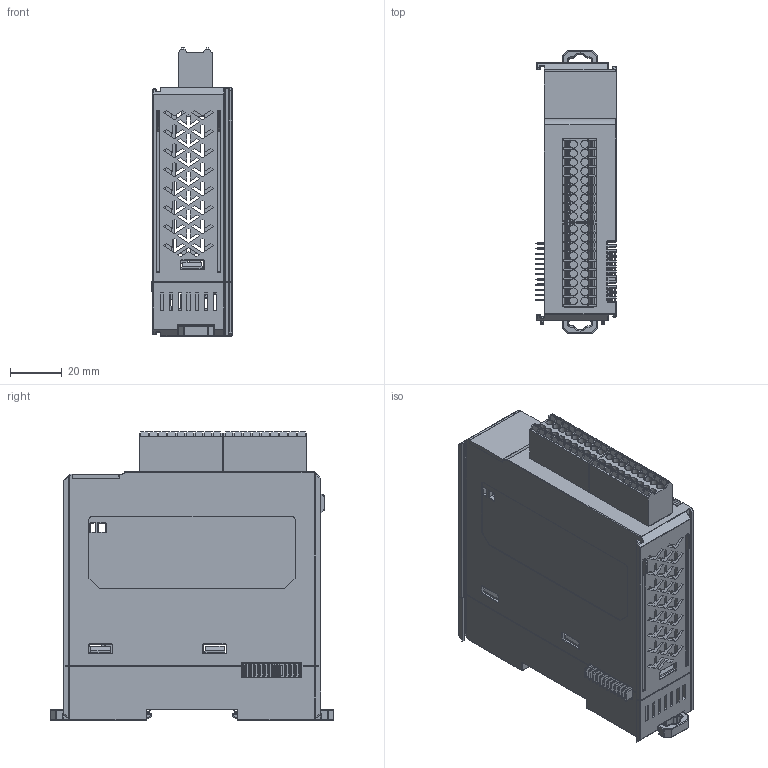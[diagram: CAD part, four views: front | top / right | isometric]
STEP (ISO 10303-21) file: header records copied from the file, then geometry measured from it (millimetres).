
FILE_DESCRIPTION((''),'2;1');
FILE_NAME('0-PMC-FUNCTIONAL-MODULE_ASM','2021-05-21T',('Administrator'),(''),'PRO/ENGINEER BY PARAMETRIC TECHNOLOGY CORPORATION, 2009440','PRO/ENGINEER BY PARAMETRIC TECHNOLOGY CORPORATION, 2009440','');
FILE_SCHEMA(('CONFIG_CONTROL_DESIGN'));
Products named in the file (21): PMC-FUNCTIONAL-MODULE-DOUBLE-01; PMC-FUNCTIONAL-MODULE-DOUBLE-03; 18PIN-X2_1; D-01_ASM_1_ASM_ASM_ASM; PRT0016; ASM0006_ASM_ASM; METAL-PLATE_1; CONNECTOR-PIN-IDE-0_ASM_1_ASM_A_ASM; PRT0019; D-2_ASM_1_ASM_ASM_ASM; FUNCTIONAL-MODULE-DOUBLE-PCB_AS_ASM; PRT0021; PMC-FUNCTIONAL-MODULE-DOUBLE-02; PRT0022; PRT0023; ASM0007_ASM_ASM; PRT0024; PMC-FUNCTIONAL-MODULE-DOUBLE-B__ASM; ASM0005_ASM_ASM; 0-PMC-FUNCTIONAL-MODULE-DOUBLE__ASM; 0-PMC-FUNCTIONAL-MODULE_ASM
Assembly tree (34 placements, depth 7):
  0-PMC-FUNCTIONAL-MODULE_ASM
    0-PMC-FUNCTIONAL-MODULE-DOUBLE__ASM
      ASM0005_ASM_ASM
        PMC-FUNCTIONAL-MODULE-DOUBLE-01
        PMC-FUNCTIONAL-MODULE-DOUBLE-03
        FUNCTIONAL-MODULE-DOUBLE-PCB_AS_ASM
          D-01_ASM_1_ASM_ASM_ASM
            18PIN-X2_1  x2
          D-2_ASM_1_ASM_ASM_ASM
            ASM0006_ASM_ASM
              PRT0016
            CONNECTOR-PIN-IDE-0_ASM_1_ASM_A_ASM
              METAL-PLATE_1  x12
            PRT0019
        PRT0021  x2
        PMC-FUNCTIONAL-MODULE-DOUBLE-B__ASM
          PMC-FUNCTIONAL-MODULE-DOUBLE-02
          ASM0007_ASM_ASM  x2
            PRT0022
            PRT0023
          PRT0024
Bounding box: 31.2 x 110 x 111.92 mm (x, y, z)
Volume: 76153.8 mm3; surface area: 103432.5 mm2
Topology: 26 solids, 26 shells, 6149 faces, 16571 edges, 10500 vertices
Faces by surface type: plane 4071, cylinder 1449, torus 271, bspline 147, sphere 119, cone 92
Entity records: 146654 total; most frequent: CARTESIAN_POINT 32276, ORIENTED_EDGE 24356, DIRECTION 22965, EDGE_CURVE 12178, VECTOR 9269, LINE 9269, VERTEX_POINT 7762, AXIS2_PLACEMENT_3D 6848
